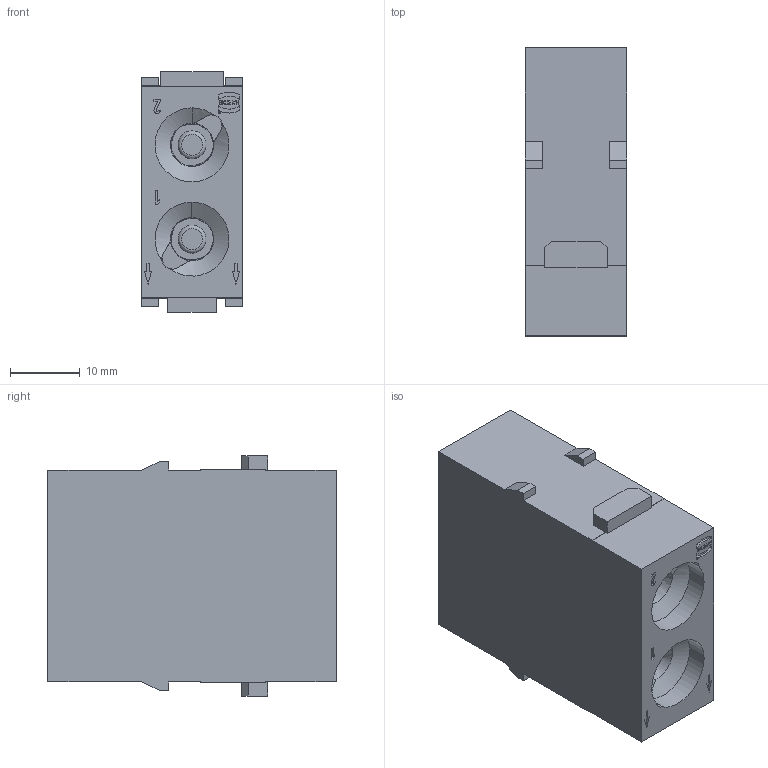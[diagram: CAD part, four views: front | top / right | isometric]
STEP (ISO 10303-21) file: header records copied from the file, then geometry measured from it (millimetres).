
FILE_DESCRIPTION(( 'HARTING HARTING HARTING HARTING HARTING HARTING HARTING HARTING HARTING', 'This Document is valid for Parts No. 09 14 002 2603'),'2;1');
FILE_NAME('MD_09140022603_R.stp', '2004-02-17T15:01:30',('ITIS-3'),('HARTING KGaA, D-32339 Espelkamp'), 'I-DEAS Master Series 9','HP-UNIX','Yes');
FILE_SCHEMA(('AUTOMOTIVE_DESIGN { 1 0 10303 214 0 1 1 1 }'));
Length unit declared in the file: millimetre
Products named in the file (1): Han 2Mod-M-s 40A zur Leiterplattenadaption
Bounding box: 14.6 x 41.3 x 34.4 mm (x, y, z)
Volume: 14645.8 mm3; surface area: 7122.1 mm2
Topology: 1 solids, 1 shells, 233 faces, 609 edges, 404 vertices
Faces by surface type: bspline 233
Entity records: 7406 total; most frequent: CARTESIAN_POINT 3191, ORIENTED_EDGE 1218, EDGE_CURVE 609, VERTEX_POINT 404, QUASI_UNIFORM_CURVE 347, OVER_RIDING_STYLED_ITEM 290, EDGE_LOOP 259, FACE_OUTER_BOUND 233
